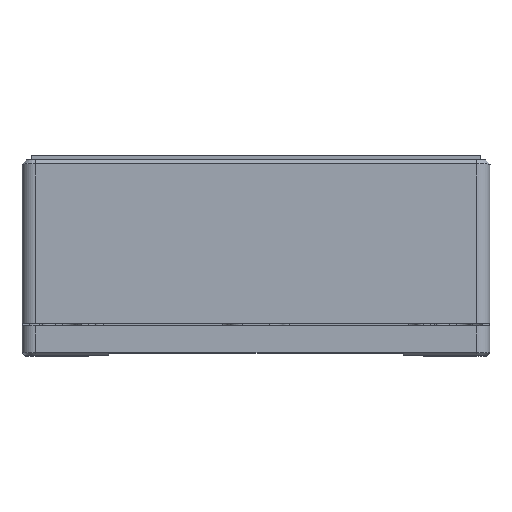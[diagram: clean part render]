
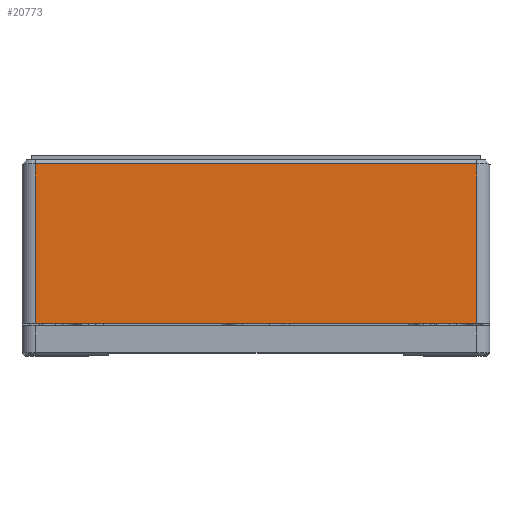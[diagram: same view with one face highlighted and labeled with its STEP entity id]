
A CAD part, top view. The second image highlights one B-rep face of the part: STEP entity #20773.
In plain terms, the highlighted planar face has unit normal (0, 0, 1).
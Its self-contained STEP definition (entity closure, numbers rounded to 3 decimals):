
#525 = ORIENTED_EDGE ( 'NONE', *, *, #24592, .F. ) ;
#1321 = VECTOR ( 'NONE', #12454, 1000. ) ;
#1735 = VECTOR ( 'NONE', #11674, 1000. ) ;
#1938 = DIRECTION ( 'NONE',  ( 0., -1., 0. ) ) ;
#2194 = DIRECTION ( 'NONE',  ( 0., 0., -1. ) ) ;
#2327 = VERTEX_POINT ( 'NONE', #4206 ) ;
#2896 = EDGE_LOOP ( 'NONE', ( #8498, #6215, #525, #24838 ) ) ;
#3424 = EDGE_CURVE ( 'NONE', #12832, #9222, #20043, .T. ) ;
#3521 = LINE ( 'NONE', #17437, #1735 ) ;
#4206 = CARTESIAN_POINT ( 'NONE',  ( 16.5, 14.3, 17.5 ) ) ;
#6215 = ORIENTED_EDGE ( 'NONE', *, *, #3424, .F. ) ;
#6690 = CARTESIAN_POINT ( 'NONE',  ( 17.5, 2.4, 17.5 ) ) ;
#7975 = VECTOR ( 'NONE', #23290, 1000. ) ;
#8431 = EDGE_CURVE ( 'NONE', #2327, #25206, #16606, .T. ) ;
#8492 = CARTESIAN_POINT ( 'NONE',  ( -16.5, 2.4, 17.5 ) ) ;
#8498 = ORIENTED_EDGE ( 'NONE', *, *, #21070, .T. ) ;
#9222 = VERTEX_POINT ( 'NONE', #9333 ) ;
#9333 = CARTESIAN_POINT ( 'NONE',  ( -16.5, 14.3, 17.5 ) ) ;
#11674 = DIRECTION ( 'NONE',  ( -1., 0., 0. ) ) ;
#12365 = FACE_OUTER_BOUND ( 'NONE', #2896, .T. ) ;
#12454 = DIRECTION ( 'NONE',  ( 0., -1., 0. ) ) ;
#12832 = VERTEX_POINT ( 'NONE', #8492 ) ;
#15230 = CARTESIAN_POINT ( 'NONE',  ( 16.5, 2.4, 17.5 ) ) ;
#16606 = LINE ( 'NONE', #24763, #1321 ) ;
#16720 = VECTOR ( 'NONE', #18292, 1000. ) ;
#17437 = CARTESIAN_POINT ( 'NONE',  ( 17.5, 14.3, 17.5 ) ) ;
#18292 = DIRECTION ( 'NONE',  ( 0., 1., 0. ) ) ;
#20043 = LINE ( 'NONE', #24448, #16720 ) ;
#20122 = AXIS2_PLACEMENT_3D ( 'NONE', #20281, #2194, #1938 ) ;
#20281 = CARTESIAN_POINT ( 'NONE',  ( 17.5, 14.6, 17.5 ) ) ;
#20547 = PLANE ( 'NONE',  #20122 ) ;
#20773 = ADVANCED_FACE ( 'NONE', ( #12365 ), #20547, .F. ) ;
#21070 = EDGE_CURVE ( 'NONE', #2327, #9222, #3521, .T. ) ;
#23026 = LINE ( 'NONE', #6690, #7975 ) ;
#23290 = DIRECTION ( 'NONE',  ( -1., 0., 0. ) ) ;
#24448 = CARTESIAN_POINT ( 'NONE',  ( -16.5, 14.6, 17.5 ) ) ;
#24592 = EDGE_CURVE ( 'NONE', #25206, #12832, #23026, .T. ) ;
#24763 = CARTESIAN_POINT ( 'NONE',  ( 16.5, 14.6, 17.5 ) ) ;
#24838 = ORIENTED_EDGE ( 'NONE', *, *, #8431, .F. ) ;
#25206 = VERTEX_POINT ( 'NONE', #15230 ) ;
